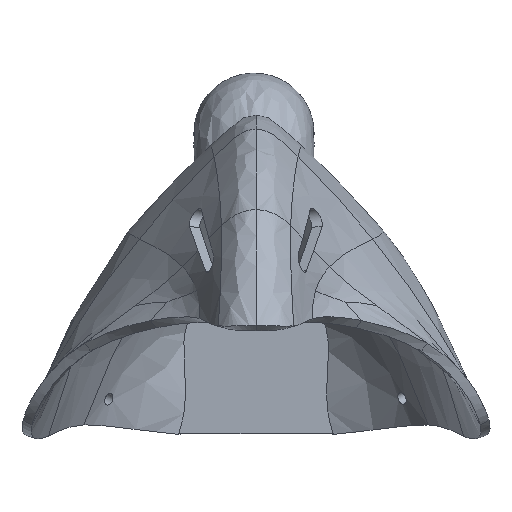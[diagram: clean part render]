
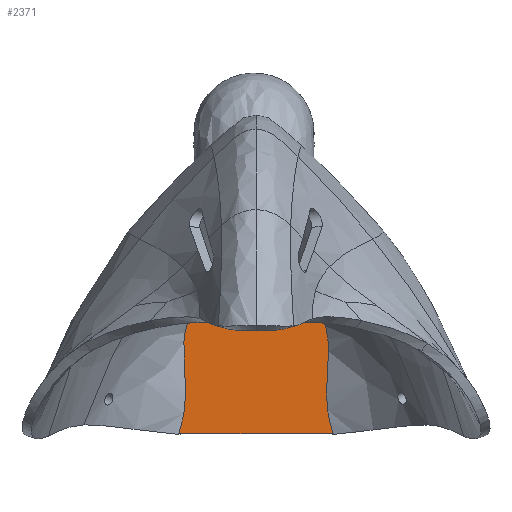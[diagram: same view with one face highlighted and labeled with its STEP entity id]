
A CAD part, top view. The second image highlights one B-rep face of the part: STEP entity #2371.
In plain terms, the highlighted planar face has unit normal (0, 0, 1).
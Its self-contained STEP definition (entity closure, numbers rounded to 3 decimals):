
#100=LINE('',#5769,#147);
#147=VECTOR('',#2649,10.);
#181=PLANE('',#2515);
#238=FACE_OUTER_BOUND('',#378,.T.);
#378=EDGE_LOOP('',(#1765,#1766,#1767,#1768,#1769,#1770,#1771));
#664=B_SPLINE_CURVE_WITH_KNOTS('',3,(#6110,#6111,#6112,#6113,#6114,#6115,
#6116,#6117),.UNSPECIFIED.,.F.,.F.,(4,2,2,4),(0.,1.971,
2.898,3.825),.UNSPECIFIED.);
#665=B_SPLINE_CURVE_WITH_KNOTS('',3,(#6119,#6120,#6121,#6122,#6123,#6124,
#6125,#6126,#6127,#6128),.UNSPECIFIED.,.F.,.F.,(4,2,2,2,4),(0.,0.842,
1.685,2.465,3.24),.UNSPECIFIED.);
#666=B_SPLINE_CURVE_WITH_KNOTS('',3,(#6130,#6131,#6132,#6133,#6134,#6135),
 .UNSPECIFIED.,.F.,.F.,(4,2,4),(0.,0.64,1.202),
 .UNSPECIFIED.);
#667=B_SPLINE_CURVE_WITH_KNOTS('',3,(#6137,#6138,#6139,#6140,#6141,#6142,
#6143,#6144),.UNSPECIFIED.,.F.,.F.,(4,2,2,4),(0.,0.134,0.268,
0.477),.UNSPECIFIED.);
#668=B_SPLINE_CURVE_WITH_KNOTS('',3,(#6146,#6147,#6148,#6149,#6150,#6151,
#6152,#6153),.UNSPECIFIED.,.F.,.F.,(4,2,2,4),(0.,0.546,0.895,
1.247),.UNSPECIFIED.);
#669=B_SPLINE_CURVE_WITH_KNOTS('',3,(#6154,#6155,#6156,#6157,#6158,#6159),
 .UNSPECIFIED.,.F.,.F.,(4,2,4),(0.,0.788,1.684),
 .UNSPECIFIED.);
#953=VERTEX_POINT('',#5761);
#955=VERTEX_POINT('',#5767);
#967=VERTEX_POINT('',#6109);
#968=VERTEX_POINT('',#6118);
#969=VERTEX_POINT('',#6129);
#970=VERTEX_POINT('',#6136);
#971=VERTEX_POINT('',#6145);
#1254=EDGE_CURVE('',#953,#955,#100,.T.);
#1272=EDGE_CURVE('',#953,#967,#664,.T.);
#1273=EDGE_CURVE('',#968,#955,#665,.T.);
#1274=EDGE_CURVE('',#969,#968,#666,.T.);
#1275=EDGE_CURVE('',#970,#969,#667,.T.);
#1276=EDGE_CURVE('',#971,#970,#668,.T.);
#1277=EDGE_CURVE('',#967,#971,#669,.T.);
#1765=ORIENTED_EDGE('',*,*,#1272,.F.);
#1766=ORIENTED_EDGE('',*,*,#1254,.T.);
#1767=ORIENTED_EDGE('',*,*,#1273,.F.);
#1768=ORIENTED_EDGE('',*,*,#1274,.F.);
#1769=ORIENTED_EDGE('',*,*,#1275,.F.);
#1770=ORIENTED_EDGE('',*,*,#1276,.F.);
#1771=ORIENTED_EDGE('',*,*,#1277,.F.);
#2371=ADVANCED_FACE('',(#238),#181,.T.);
#2515=AXIS2_PLACEMENT_3D('',#6108,#2654,#2655);
#2649=DIRECTION('',(1.,0.,0.));
#2654=DIRECTION('center_axis',(0.,0.,1.));
#2655=DIRECTION('ref_axis',(1.,0.,0.));
#5761=CARTESIAN_POINT('',(-18.557,-35.899,17.424));
#5767=CARTESIAN_POINT('',(19.17,-35.899,17.424));
#5769=CARTESIAN_POINT('',(19.541,-35.899,17.424));
#6108=CARTESIAN_POINT('Origin',(0.334,-12.576,17.424));
#6109=CARTESIAN_POINT('',(-15.602,-6.463,17.424));
#6110=CARTESIAN_POINT('Ctrl Pts',(-18.557,-35.899,17.424));
#6111=CARTESIAN_POINT('Ctrl Pts',(-16.432,-29.682,17.424));
#6112=CARTESIAN_POINT('Ctrl Pts',(-16.88,-24.692,17.424));
#6113=CARTESIAN_POINT('Ctrl Pts',(-17.372,-17.718,17.424));
#6114=CARTESIAN_POINT('Ctrl Pts',(-17.504,-15.545,17.424));
#6115=CARTESIAN_POINT('Ctrl Pts',(-17.153,-11.116,17.424));
#6116=CARTESIAN_POINT('Ctrl Pts',(-16.671,-8.861,17.424));
#6117=CARTESIAN_POINT('Ctrl Pts',(-15.602,-6.463,17.424));
#6118=CARTESIAN_POINT('',(16.215,-6.463,17.424));
#6119=CARTESIAN_POINT('Ctrl Pts',(16.215,-6.463,17.424));
#6120=CARTESIAN_POINT('Ctrl Pts',(17.358,-9.028,17.424));
#6121=CARTESIAN_POINT('Ctrl Pts',(17.83,-11.43,17.424));
#6122=CARTESIAN_POINT('Ctrl Pts',(18.116,-16.156,17.424));
#6123=CARTESIAN_POINT('Ctrl Pts',(17.931,-18.479,17.424));
#6124=CARTESIAN_POINT('Ctrl Pts',(17.603,-23.115,17.424));
#6125=CARTESIAN_POINT('Ctrl Pts',(17.458,-25.417,17.424));
#6126=CARTESIAN_POINT('Ctrl Pts',(17.745,-30.34,17.424));
#6127=CARTESIAN_POINT('Ctrl Pts',(18.17,-32.975,17.424));
#6128=CARTESIAN_POINT('Ctrl Pts',(19.17,-35.899,17.424));
#6129=CARTESIAN_POINT('',(6.558,6.438,17.424));
#6130=CARTESIAN_POINT('Ctrl Pts',(6.558,6.438,17.424));
#6131=CARTESIAN_POINT('Ctrl Pts',(8.136,5.006,17.424));
#6132=CARTESIAN_POINT('Ctrl Pts',(10.101,2.876,17.424));
#6133=CARTESIAN_POINT('Ctrl Pts',(13.527,-1.607,17.424));
#6134=CARTESIAN_POINT('Ctrl Pts',(15.145,-4.065,17.424));
#6135=CARTESIAN_POINT('Ctrl Pts',(16.215,-6.463,17.424));
#6136=CARTESIAN_POINT('',(0.306,9.373,17.424));
#6137=CARTESIAN_POINT('Ctrl Pts',(0.306,9.373,17.424));
#6138=CARTESIAN_POINT('Ctrl Pts',(0.754,9.373,17.424));
#6139=CARTESIAN_POINT('Ctrl Pts',(1.204,9.359,17.424));
#6140=CARTESIAN_POINT('Ctrl Pts',(2.168,9.198,17.424));
#6141=CARTESIAN_POINT('Ctrl Pts',(2.682,9.05,17.424));
#6142=CARTESIAN_POINT('Ctrl Pts',(4.16,8.365,17.424));
#6143=CARTESIAN_POINT('Ctrl Pts',(5.21,7.662,17.424));
#6144=CARTESIAN_POINT('Ctrl Pts',(6.558,6.438,17.424));
#6145=CARTESIAN_POINT('',(-5.945,6.438,17.424));
#6146=CARTESIAN_POINT('Ctrl Pts',(-5.945,6.438,17.424));
#6147=CARTESIAN_POINT('Ctrl Pts',(-4.597,7.662,17.424));
#6148=CARTESIAN_POINT('Ctrl Pts',(-3.548,8.365,17.424));
#6149=CARTESIAN_POINT('Ctrl Pts',(-2.069,9.05,17.424));
#6150=CARTESIAN_POINT('Ctrl Pts',(-1.556,9.198,17.424));
#6151=CARTESIAN_POINT('Ctrl Pts',(-0.592,9.359,17.424));
#6152=CARTESIAN_POINT('Ctrl Pts',(-0.141,9.373,17.424));
#6153=CARTESIAN_POINT('Ctrl Pts',(0.306,9.373,17.424));
#6154=CARTESIAN_POINT('Ctrl Pts',(-15.602,-6.463,17.424));
#6155=CARTESIAN_POINT('Ctrl Pts',(-14.532,-4.065,17.424));
#6156=CARTESIAN_POINT('Ctrl Pts',(-12.915,-1.607,17.424));
#6157=CARTESIAN_POINT('Ctrl Pts',(-9.488,2.876,17.424));
#6158=CARTESIAN_POINT('Ctrl Pts',(-7.524,5.006,17.424));
#6159=CARTESIAN_POINT('Ctrl Pts',(-5.945,6.438,17.424));
